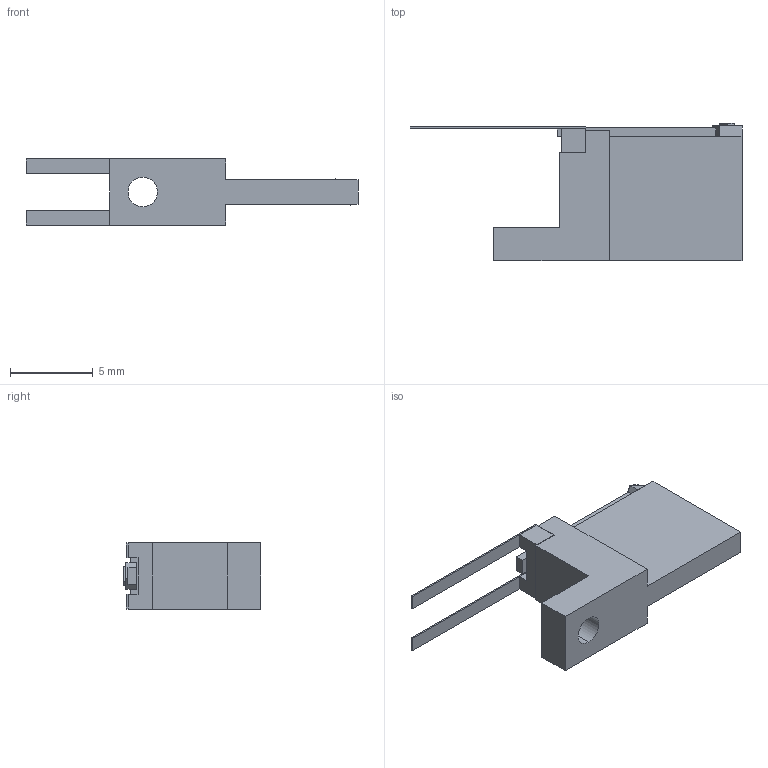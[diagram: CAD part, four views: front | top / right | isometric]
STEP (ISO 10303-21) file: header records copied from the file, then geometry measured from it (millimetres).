
FILE_DESCRIPTION (( 'STEP AP214' ), '1' );
FILE_NAME ('20256-E0W.STEP', '2013-09-16T17:54:52', ( 'User' ), ( '' ), 'SwSTEP 2.0', 'SolidWorks 2012', '' );
FILE_SCHEMA (( 'AUTOMOTIVE_DESIGN' ));
Length unit declared in the file: inch
Products named in the file (1): 20256-E0W
Bounding box: 20.05 x 8.28 x 4 mm (x, y, z)
Surface area: 428.7 mm2 (no closed solid volume)
Topology: 0 solids, 8 shells, 80 faces, 218 edges, 152 vertices
Faces by surface type: plane 78, cylinder 2
Entity records: 3546 total; most frequent: CARTESIAN_POINT 465, ORIENTED_EDGE 396, DIRECTION 386, EDGE_CURVE 218, VECTOR 204, LINE 204, VERTEX_POINT 152, AXIS2_PLACEMENT_3D 91
